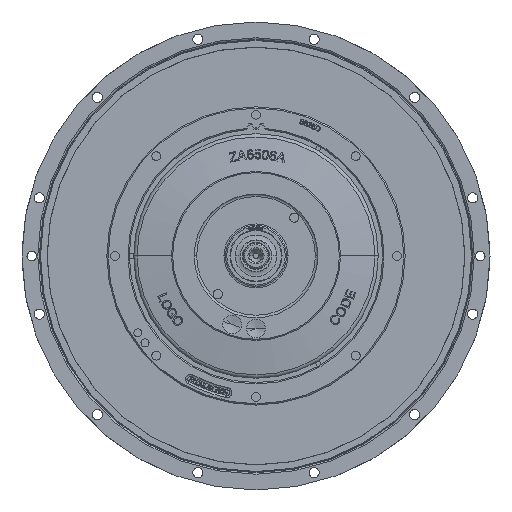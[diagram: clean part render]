
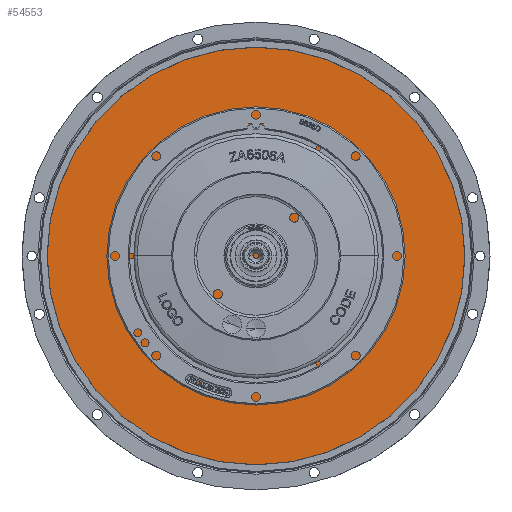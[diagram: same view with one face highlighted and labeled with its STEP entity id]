
A CAD part, top view. The second image highlights one B-rep face of the part: STEP entity #54553.
In plain terms, the highlighted planar face has unit normal (0, 0, 1).
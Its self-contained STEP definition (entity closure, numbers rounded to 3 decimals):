
#6521 = EDGE_CURVE ( 'NONE', #55638, #55632, #45585, .T. ) ;
#6528 = EDGE_CURVE ( 'NONE', #55632, #55638, #45588, .T. ) ;
#9320 = CARTESIAN_POINT ( 'NONE',  ( 0., 0., 0. ) ) ;
#9333 = DIRECTION ( 'NONE',  ( 0., 0., 1. ) ) ;
#9334 = DIRECTION ( 'NONE',  ( 1., 0., 0. ) ) ;
#9340 = CARTESIAN_POINT ( 'NONE',  ( 0., 0., 0. ) ) ;
#9343 = DIRECTION ( 'NONE',  ( 0., 0., 1. ) ) ;
#9345 = DIRECTION ( 'NONE',  ( 1., 0., 0. ) ) ;
#10822 = AXIS2_PLACEMENT_3D ( 'NONE', #9340, #9343, #9345 ) ;
#10824 = AXIS2_PLACEMENT_3D ( 'NONE', #9320, #9333, #9334 ) ;
#24176 = CARTESIAN_POINT ( 'NONE',  ( -255.524, 0., 0. ) ) ;
#24182 = CARTESIAN_POINT ( 'NONE',  ( 255.524, 0., 0. ) ) ;
#24830 = ORIENTED_EDGE ( 'NONE', *, *, #6528, .T. ) ;
#24831 = ORIENTED_EDGE ( 'NONE', *, *, #6521, .T. ) ;
#45585 = CIRCLE ( 'NONE', #10824, 255.524 ) ;
#45588 = CIRCLE ( 'NONE', #10822, 255.524 ) ;
#46262 = AXIS2_PLACEMENT_3D ( 'NONE', #52721, #52761, #52762 ) ;
#51196 = EDGE_LOOP ( 'NONE', ( #24830, #24831 ) ) ;
#52721 = CARTESIAN_POINT ( 'NONE',  ( 0., 0., 0. ) ) ;
#52749 = PLANE ( 'NONE',  #46262 ) ;
#52761 = DIRECTION ( 'NONE',  ( 0., 0., 1. ) ) ;
#52762 = DIRECTION ( 'NONE',  ( 1., 0., 0. ) ) ;
#54553 = ADVANCED_FACE ( 'NONE', ( #65295 ), #52749, .T. ) ;
#55632 = VERTEX_POINT ( 'NONE', #24176 ) ;
#55638 = VERTEX_POINT ( 'NONE', #24182 ) ;
#65295 = FACE_OUTER_BOUND ( 'NONE', #51196, .T. ) ;
